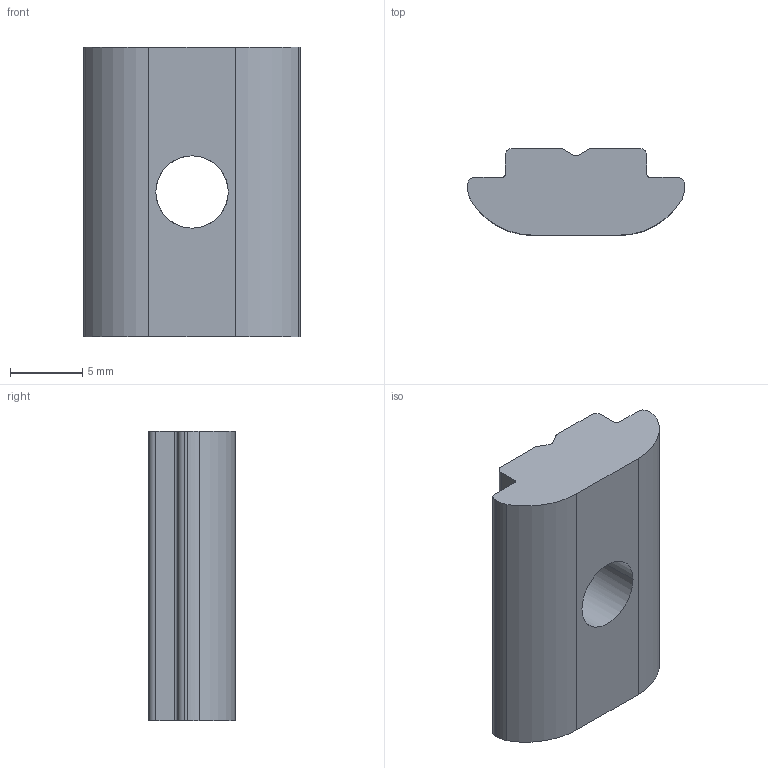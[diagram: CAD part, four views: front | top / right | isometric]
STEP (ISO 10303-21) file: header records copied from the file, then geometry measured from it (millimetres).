
FILE_DESCRIPTION (( 'STEP AP214' ), '1' );
FILE_NAME ('096086.STEP', '2014-08-18T10:31:41', ( '' ), ( '' ), 'SwSTEP 2.0', 'SolidWorks 2014', '' );
FILE_SCHEMA (( 'AUTOMOTIVE_DESIGN' ));
Length unit declared in the file: millimetre
Products named in the file (1): 096086
Bounding box: 15.01 x 6 x 20 mm (x, y, z)
Volume: 1317.2 mm3; surface area: 950.6 mm2
Topology: 1 solids, 1 shells, 32 faces, 93 edges, 62 vertices
Faces by surface type: cylinder 19, plane 13
Entity records: 1119 total; most frequent: CARTESIAN_POINT 222, ORIENTED_EDGE 186, DIRECTION 183, EDGE_CURVE 93, AXIS2_PLACEMENT_3D 67, VERTEX_POINT 62, LINE 49, VECTOR 49
